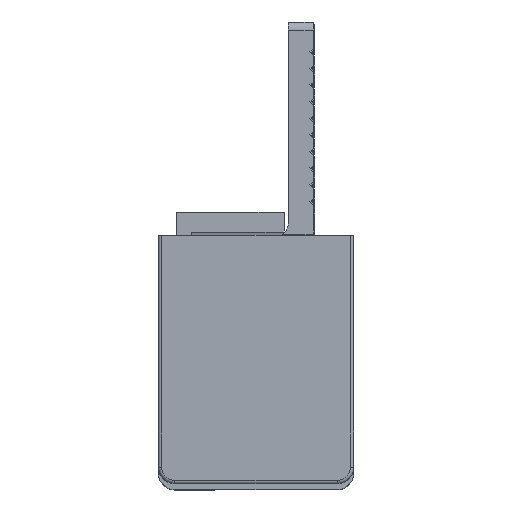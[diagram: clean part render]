
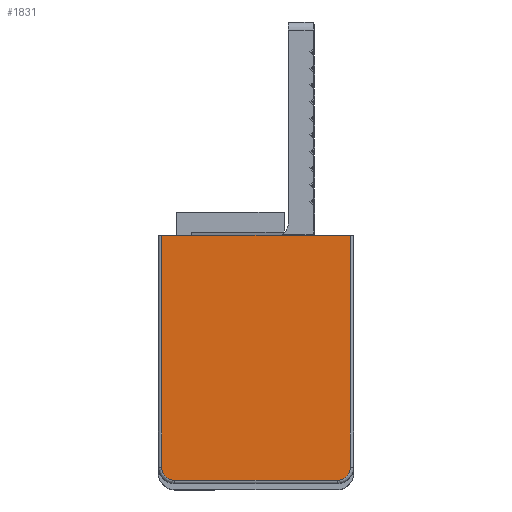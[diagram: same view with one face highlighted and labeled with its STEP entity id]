
A CAD part, top view. The second image highlights one B-rep face of the part: STEP entity #1831.
In plain terms, the highlighted planar face has unit normal (0, 0, 1).
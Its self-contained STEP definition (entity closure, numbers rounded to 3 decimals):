
#1831 = ADVANCED_FACE ( 'NONE', ( #13905 ), #13919, .F. ) ;
#2160 = EDGE_CURVE ( 'NONE', #17584, #17477, #2720, .T. ) ;
#2166 = EDGE_CURVE ( 'NONE', #17571, #17584, #19599, .T. ) ;
#2171 = EDGE_CURVE ( 'NONE', #17559, #17515, #2703, .T. ) ;
#2185 = EDGE_CURVE ( 'NONE', #17515, #17555, #4637, .T. ) ;
#2198 = EDGE_CURVE ( 'NONE', #17555, #17571, #2794, .T. ) ;
#2207 = EDGE_CURVE ( 'NONE', #17559, #17477, #2875, .T. ) ;
#2692 = DIRECTION ( 'NONE',  ( 0., 1., 0. ) ) ;
#2699 = CARTESIAN_POINT ( 'NONE',  ( -0.1, -0.4, 219. ) ) ;
#2703 = LINE ( 'NONE', #2710, #4594 ) ;
#2710 = CARTESIAN_POINT ( 'NONE',  ( 10.5, -0.4, 219. ) ) ;
#2714 = CARTESIAN_POINT ( 'NONE',  ( -0.9, -0.4, 219. ) ) ;
#2720 = LINE ( 'NONE', #2714, #19885 ) ;
#2722 = DIRECTION ( 'NONE',  ( 0., 0., -1. ) ) ;
#2724 = DIRECTION ( 'NONE',  ( -1., 0., 0. ) ) ;
#2734 = DIRECTION ( 'NONE',  ( 0., -1., 0. ) ) ;
#2783 = DIRECTION ( 'NONE',  ( 0., 0., -1. ) ) ;
#2794 = LINE ( 'NONE', #2801, #4605 ) ;
#2796 = CARTESIAN_POINT ( 'NONE',  ( 9.7, -0.4, 219. ) ) ;
#2799 = DIRECTION ( 'NONE',  ( -1., 0., 0. ) ) ;
#2801 = CARTESIAN_POINT ( 'NONE',  ( 9.7, -1.2, 219. ) ) ;
#2802 = DIRECTION ( 'NONE',  ( -1., 0., 0. ) ) ;
#2875 = LINE ( 'NONE', #2893, #3497 ) ;
#2876 = DIRECTION ( 'NONE',  ( -1., 0., 0. ) ) ;
#2893 = CARTESIAN_POINT ( 'NONE',  ( 10.7, 13.6, 219. ) ) ;
#3497 = VECTOR ( 'NONE', #2876, 1000. ) ;
#4594 = VECTOR ( 'NONE', #2734, 1000. ) ;
#4605 = VECTOR ( 'NONE', #2802, 1000. ) ;
#4637 = CIRCLE ( 'NONE', #4638, 0.8 ) ;
#4638 = AXIS2_PLACEMENT_3D ( 'NONE', #2796, #2783, #2799 ) ;
#12282 = EDGE_LOOP ( 'NONE', ( #17911, #17890, #17823, #17904, #17821, #17849 ) ) ;
#13905 = FACE_OUTER_BOUND ( 'NONE', #12282, .T. ) ;
#13919 = PLANE ( 'NONE',  #19680 ) ;
#13929 = CARTESIAN_POINT ( 'NONE',  ( 9.7, -0.4, 219. ) ) ;
#13937 = DIRECTION ( 'NONE',  ( -1., 0., 0. ) ) ;
#13972 = DIRECTION ( 'NONE',  ( 0., 0., -1. ) ) ;
#17477 = VERTEX_POINT ( 'NONE', #20405 ) ;
#17515 = VERTEX_POINT ( 'NONE', #20455 ) ;
#17555 = VERTEX_POINT ( 'NONE', #20467 ) ;
#17559 = VERTEX_POINT ( 'NONE', #20461 ) ;
#17571 = VERTEX_POINT ( 'NONE', #20463 ) ;
#17584 = VERTEX_POINT ( 'NONE', #20490 ) ;
#17821 = ORIENTED_EDGE ( 'NONE', *, *, #2207, .T. ) ;
#17823 = ORIENTED_EDGE ( 'NONE', *, *, #2185, .F. ) ;
#17849 = ORIENTED_EDGE ( 'NONE', *, *, #2160, .F. ) ;
#17890 = ORIENTED_EDGE ( 'NONE', *, *, #2198, .F. ) ;
#17904 = ORIENTED_EDGE ( 'NONE', *, *, #2171, .F. ) ;
#17911 = ORIENTED_EDGE ( 'NONE', *, *, #2166, .F. ) ;
#19599 = CIRCLE ( 'NONE', #19816, 0.8 ) ;
#19680 = AXIS2_PLACEMENT_3D ( 'NONE', #13929, #13972, #13937 ) ;
#19816 = AXIS2_PLACEMENT_3D ( 'NONE', #2699, #2722, #2724 ) ;
#19885 = VECTOR ( 'NONE', #2692, 1000. ) ;
#20405 = CARTESIAN_POINT ( 'NONE',  ( -0.9, 13.6, 219. ) ) ;
#20455 = CARTESIAN_POINT ( 'NONE',  ( 10.5, -0.4, 219. ) ) ;
#20461 = CARTESIAN_POINT ( 'NONE',  ( 10.5, 13.6, 219. ) ) ;
#20463 = CARTESIAN_POINT ( 'NONE',  ( -0.1, -1.2, 219. ) ) ;
#20467 = CARTESIAN_POINT ( 'NONE',  ( 9.7, -1.2, 219. ) ) ;
#20490 = CARTESIAN_POINT ( 'NONE',  ( -0.9, -0.4, 219. ) ) ;
